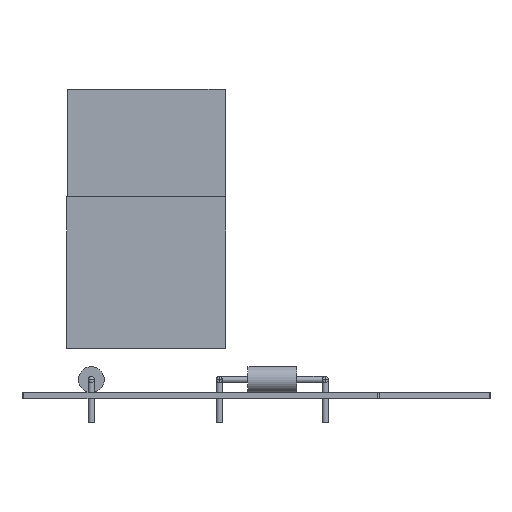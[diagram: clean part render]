
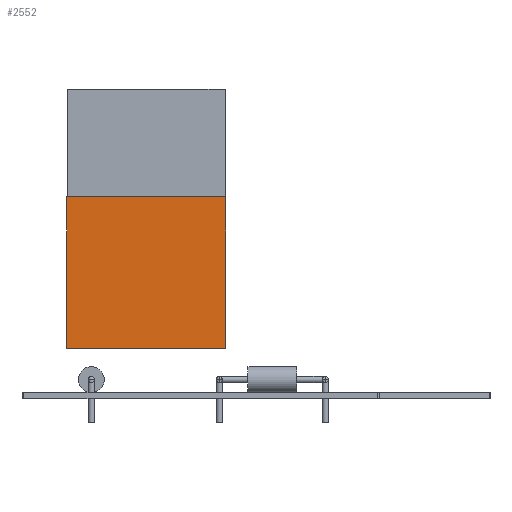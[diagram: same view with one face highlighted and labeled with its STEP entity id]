
A CAD part, front view. The second image highlights one B-rep face of the part: STEP entity #2552.
In plain terms, the highlighted planar face has unit normal (0, -1, 0).
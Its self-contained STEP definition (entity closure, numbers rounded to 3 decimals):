
#2527 = VERTEX_POINT('',#2528);
#2528 = CARTESIAN_POINT('',(5.25,-2.35,10.));
#2534 = EDGE_CURVE('',#2535,#2527,#2537,.T.);
#2535 = VERTEX_POINT('',#2536);
#2536 = CARTESIAN_POINT('',(5.25,-2.35,0.));
#2537 = LINE('',#2538,#2539);
#2538 = CARTESIAN_POINT('',(5.25,-2.35,0.));
#2539 = VECTOR('',#2540,1.);
#2540 = DIRECTION('',(0.,0.,1.));
#2552 = ADVANCED_FACE('',(#2553),#2578,.T.);
#2553 = FACE_BOUND('',#2554,.T.);
#2554 = EDGE_LOOP('',(#2555,#2556,#2564,#2572));
#2555 = ORIENTED_EDGE('',*,*,#2534,.T.);
#2556 = ORIENTED_EDGE('',*,*,#2557,.T.);
#2557 = EDGE_CURVE('',#2527,#2558,#2560,.T.);
#2558 = VERTEX_POINT('',#2559);
#2559 = CARTESIAN_POINT('',(-5.25,-2.35,10.));
#2560 = LINE('',#2561,#2562);
#2561 = CARTESIAN_POINT('',(5.25,-2.35,10.));
#2562 = VECTOR('',#2563,1.);
#2563 = DIRECTION('',(-1.,0.,0.));
#2564 = ORIENTED_EDGE('',*,*,#2565,.F.);
#2565 = EDGE_CURVE('',#2566,#2558,#2568,.T.);
#2566 = VERTEX_POINT('',#2567);
#2567 = CARTESIAN_POINT('',(-5.25,-2.35,0.));
#2568 = LINE('',#2569,#2570);
#2569 = CARTESIAN_POINT('',(-5.25,-2.35,0.));
#2570 = VECTOR('',#2571,1.);
#2571 = DIRECTION('',(0.,0.,1.));
#2572 = ORIENTED_EDGE('',*,*,#2573,.F.);
#2573 = EDGE_CURVE('',#2535,#2566,#2574,.T.);
#2574 = LINE('',#2575,#2576);
#2575 = CARTESIAN_POINT('',(5.25,-2.35,0.));
#2576 = VECTOR('',#2577,1.);
#2577 = DIRECTION('',(-1.,0.,0.));
#2578 = PLANE('',#2579);
#2579 = AXIS2_PLACEMENT_3D('',#2580,#2581,#2582);
#2580 = CARTESIAN_POINT('',(5.25,-2.35,0.));
#2581 = DIRECTION('',(0.,-1.,0.));
#2582 = DIRECTION('',(-1.,0.,0.));
